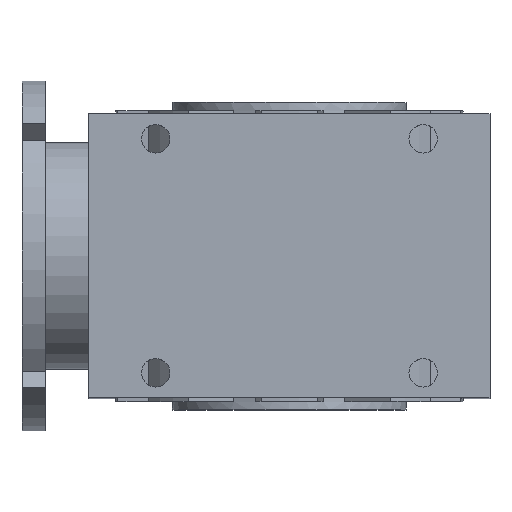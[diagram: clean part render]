
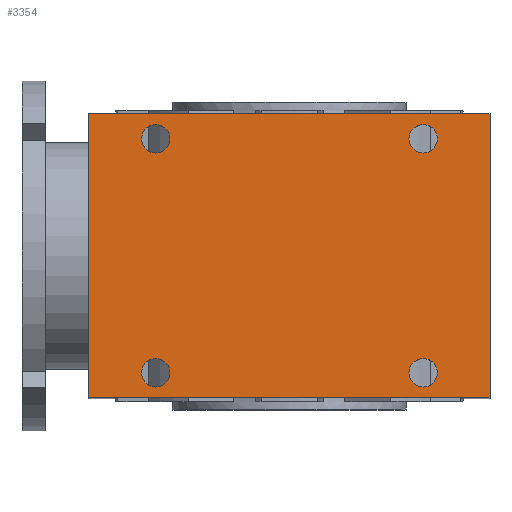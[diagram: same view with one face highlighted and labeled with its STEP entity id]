
A CAD part, top view. The second image highlights one B-rep face of the part: STEP entity #3354.
In plain terms, the highlighted planar face has unit normal (0, 0, 1).
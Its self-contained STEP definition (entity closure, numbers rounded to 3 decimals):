
#48=FACE_BOUND('',#628,.T.);
#49=FACE_BOUND('',#629,.T.);
#50=FACE_BOUND('',#630,.T.);
#51=FACE_BOUND('',#631,.T.);
#194=CIRCLE('',#3677,4.25);
#196=CIRCLE('',#3680,4.25);
#198=CIRCLE('',#3683,4.25);
#200=CIRCLE('',#3686,4.25);
#428=FACE_OUTER_BOUND('',#627,.T.);
#627=EDGE_LOOP('',(#2963,#2964,#2965,#2966,#2967));
#628=EDGE_LOOP('',(#2968));
#629=EDGE_LOOP('',(#2969));
#630=EDGE_LOOP('',(#2970));
#631=EDGE_LOOP('',(#2971));
#700=LINE('',#4857,#1031);
#711=LINE('',#4882,#1042);
#907=LINE('',#5445,#1238);
#937=LINE('',#5554,#1268);
#939=LINE('',#5556,#1270);
#1031=VECTOR('',#3851,10.);
#1042=VECTOR('',#3868,10.);
#1238=VECTOR('',#4406,10.);
#1268=VECTOR('',#4544,10.);
#1270=VECTOR('',#4546,10.);
#1362=VERTEX_POINT('',#4854);
#1363=VERTEX_POINT('',#4856);
#1374=VERTEX_POINT('',#4880);
#1570=VERTEX_POINT('',#5443);
#1595=VERTEX_POINT('',#5552);
#1607=VERTEX_POINT('',#5610);
#1609=VERTEX_POINT('',#5616);
#1611=VERTEX_POINT('',#5622);
#1613=VERTEX_POINT('',#5628);
#1704=EDGE_CURVE('',#1362,#1363,#700,.T.);
#1717=EDGE_CURVE('',#1362,#1374,#711,.T.);
#1993=EDGE_CURVE('',#1570,#1374,#907,.T.);
#2053=EDGE_CURVE('',#1595,#1570,#937,.T.);
#2055=EDGE_CURVE('',#1363,#1595,#939,.T.);
#2080=EDGE_CURVE('',#1607,#1607,#194,.T.);
#2083=EDGE_CURVE('',#1609,#1609,#196,.T.);
#2086=EDGE_CURVE('',#1611,#1611,#198,.T.);
#2089=EDGE_CURVE('',#1613,#1613,#200,.T.);
#2963=ORIENTED_EDGE('',*,*,#1717,.T.);
#2964=ORIENTED_EDGE('',*,*,#1993,.F.);
#2965=ORIENTED_EDGE('',*,*,#2053,.F.);
#2966=ORIENTED_EDGE('',*,*,#2055,.F.);
#2967=ORIENTED_EDGE('',*,*,#1704,.F.);
#2968=ORIENTED_EDGE('',*,*,#2080,.T.);
#2969=ORIENTED_EDGE('',*,*,#2083,.T.);
#2970=ORIENTED_EDGE('',*,*,#2086,.T.);
#2971=ORIENTED_EDGE('',*,*,#2089,.T.);
#3182=PLANE('',#3698);
#3354=ADVANCED_FACE('',(#428,#48,#49,#50,#51),#3182,.T.);
#3677=AXIS2_PLACEMENT_3D('',#5611,#4617,#4618);
#3680=AXIS2_PLACEMENT_3D('',#5617,#4624,#4625);
#3683=AXIS2_PLACEMENT_3D('',#5623,#4631,#4632);
#3686=AXIS2_PLACEMENT_3D('',#5629,#4638,#4639);
#3698=AXIS2_PLACEMENT_3D('',#5661,#4673,#4674);
#3851=DIRECTION('',(-1.,0.,0.));
#3868=DIRECTION('',(0.,1.,0.));
#4406=DIRECTION('',(1.,0.,0.));
#4544=DIRECTION('',(0.,1.,0.));
#4546=DIRECTION('',(0.,1.,0.));
#4617=DIRECTION('center_axis',(0.,0.,-1.));
#4618=DIRECTION('ref_axis',(1.,0.,0.));
#4624=DIRECTION('center_axis',(0.,0.,-1.));
#4625=DIRECTION('ref_axis',(1.,0.,0.));
#4631=DIRECTION('center_axis',(0.,0.,-1.));
#4632=DIRECTION('ref_axis',(1.,0.,0.));
#4638=DIRECTION('center_axis',(0.,0.,-1.));
#4639=DIRECTION('ref_axis',(1.,0.,0.));
#4673=DIRECTION('center_axis',(0.,0.,1.));
#4674=DIRECTION('ref_axis',(1.,0.,0.));
#4854=CARTESIAN_POINT('',(60.,-42.5,84.));
#4856=CARTESIAN_POINT('',(-60.,-42.5,84.));
#4857=CARTESIAN_POINT('',(-60.,-42.5,84.));
#4880=CARTESIAN_POINT('',(60.,42.5,84.));
#4882=CARTESIAN_POINT('',(60.,0.,84.));
#5443=CARTESIAN_POINT('',(-60.,42.5,84.));
#5445=CARTESIAN_POINT('',(-60.,42.5,84.));
#5552=CARTESIAN_POINT('',(-60.,0.,84.));
#5554=CARTESIAN_POINT('',(-60.,0.,84.));
#5556=CARTESIAN_POINT('',(-60.,0.,84.));
#5610=CARTESIAN_POINT('',(35.75,35.,84.));
#5611=CARTESIAN_POINT('Origin',(40.,35.,84.));
#5616=CARTESIAN_POINT('',(-44.25,-35.,84.));
#5617=CARTESIAN_POINT('Origin',(-40.,-35.,84.));
#5622=CARTESIAN_POINT('',(-44.25,35.,84.));
#5623=CARTESIAN_POINT('Origin',(-40.,35.,84.));
#5628=CARTESIAN_POINT('',(35.75,-35.,84.));
#5629=CARTESIAN_POINT('Origin',(40.,-35.,84.));
#5661=CARTESIAN_POINT('Origin',(-60.,0.,84.));
